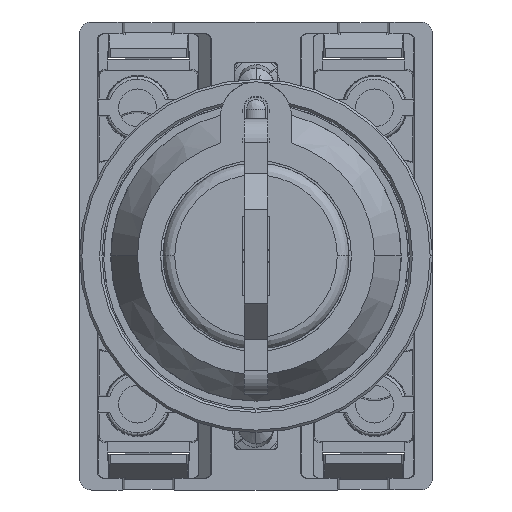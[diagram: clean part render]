
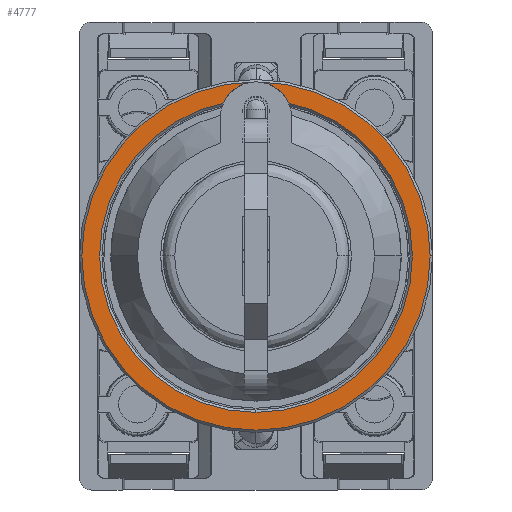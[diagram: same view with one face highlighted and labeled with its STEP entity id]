
A CAD part, front view. The second image highlights one B-rep face of the part: STEP entity #4777.
In plain terms, the highlighted planar face has unit normal (0, -1, 0).
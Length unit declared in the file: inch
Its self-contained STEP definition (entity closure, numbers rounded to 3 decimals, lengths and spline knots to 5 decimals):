
#1824 = VERTEX_POINT ( 'NONE', #19608 ) ;
#1884 = ORIENTED_EDGE ( 'NONE', *, *, #47527, .F. ) ;
#3893 = DIRECTION ( 'NONE',  ( 0., 0., -1. ) ) ;
#4541 = AXIS2_PLACEMENT_3D ( 'NONE', #40294, #44024, #11762 ) ;
#4777 = ADVANCED_FACE ( 'NONE', ( #49530, #13529 ), #13869, .T. ) ;
#5551 = CARTESIAN_POINT ( 'NONE',  ( -0.01213, -0.98852, 0.54999 ) ) ;
#5596 = CARTESIAN_POINT ( 'NONE',  ( 0.56661, -0.98852, 0.00012 ) ) ;
#6111 = DIRECTION ( 'NONE',  ( 0., 1., 0. ) ) ;
#6760 = EDGE_CURVE ( 'NONE', #36290, #1824, #42887, .T. ) ;
#6991 = CIRCLE ( 'NONE', #32772, 0.51969 ) ;
#8014 = CARTESIAN_POINT ( 'NONE',  ( -0.01213, -0.98852, 0.00012 ) ) ;
#10073 = DIRECTION ( 'NONE',  ( 0., -1., 0. ) ) ;
#10469 = VERTEX_POINT ( 'NONE', #5596 ) ;
#11762 = DIRECTION ( 'NONE',  ( -1., 0., 0. ) ) ;
#13529 = FACE_OUTER_BOUND ( 'NONE', #30429, .T. ) ;
#13869 = PLANE ( 'NONE',  #41666 ) ;
#14190 = ORIENTED_EDGE ( 'NONE', *, *, #38365, .F. ) ;
#14649 = DIRECTION ( 'NONE',  ( 0., 1., 0. ) ) ;
#16038 = CIRCLE ( 'NONE', #4541, 0.57874 ) ;
#16304 = EDGE_CURVE ( 'NONE', #1824, #36290, #6991, .T. ) ;
#16332 = CARTESIAN_POINT ( 'NONE',  ( -0.59087, -0.98852, 0.00012 ) ) ;
#19608 = CARTESIAN_POINT ( 'NONE',  ( -0.01213, -0.98852, 0.5198 ) ) ;
#19629 = EDGE_LOOP ( 'NONE', ( #29659, #37677 ) ) ;
#26446 = DIRECTION ( 'NONE',  ( -1., 0., 0. ) ) ;
#27942 = AXIS2_PLACEMENT_3D ( 'NONE', #51539, #6111, #48131 ) ;
#29659 = ORIENTED_EDGE ( 'NONE', *, *, #6760, .T. ) ;
#30429 = EDGE_LOOP ( 'NONE', ( #1884, #14190 ) ) ;
#31274 = AXIS2_PLACEMENT_3D ( 'NONE', #51788, #14649, #26446 ) ;
#32772 = AXIS2_PLACEMENT_3D ( 'NONE', #8014, #37099, #3893 ) ;
#34823 = DIRECTION ( 'NONE',  ( 0., 0., -1. ) ) ;
#36290 = VERTEX_POINT ( 'NONE', #48186 ) ;
#37099 = DIRECTION ( 'NONE',  ( 0., 1., 0. ) ) ;
#37677 = ORIENTED_EDGE ( 'NONE', *, *, #16304, .T. ) ;
#38365 = EDGE_CURVE ( 'NONE', #10469, #44553, #16038, .T. ) ;
#39829 = CIRCLE ( 'NONE', #31274, 0.57874 ) ;
#40294 = CARTESIAN_POINT ( 'NONE',  ( -0.01213, -0.98852, 0.00012 ) ) ;
#41666 = AXIS2_PLACEMENT_3D ( 'NONE', #5551, #10073, #34823 ) ;
#42887 = CIRCLE ( 'NONE', #27942, 0.51969 ) ;
#44024 = DIRECTION ( 'NONE',  ( 0., 1., 0. ) ) ;
#44553 = VERTEX_POINT ( 'NONE', #16332 ) ;
#47527 = EDGE_CURVE ( 'NONE', #44553, #10469, #39829, .T. ) ;
#48131 = DIRECTION ( 'NONE',  ( 0., 0., -1. ) ) ;
#48186 = CARTESIAN_POINT ( 'NONE',  ( -0.01213, -0.98852, -0.51957 ) ) ;
#49530 = FACE_BOUND ( 'NONE', #19629, .T. ) ;
#51539 = CARTESIAN_POINT ( 'NONE',  ( -0.01213, -0.98852, 0.00012 ) ) ;
#51788 = CARTESIAN_POINT ( 'NONE',  ( -0.01213, -0.98852, 0.00012 ) ) ;
